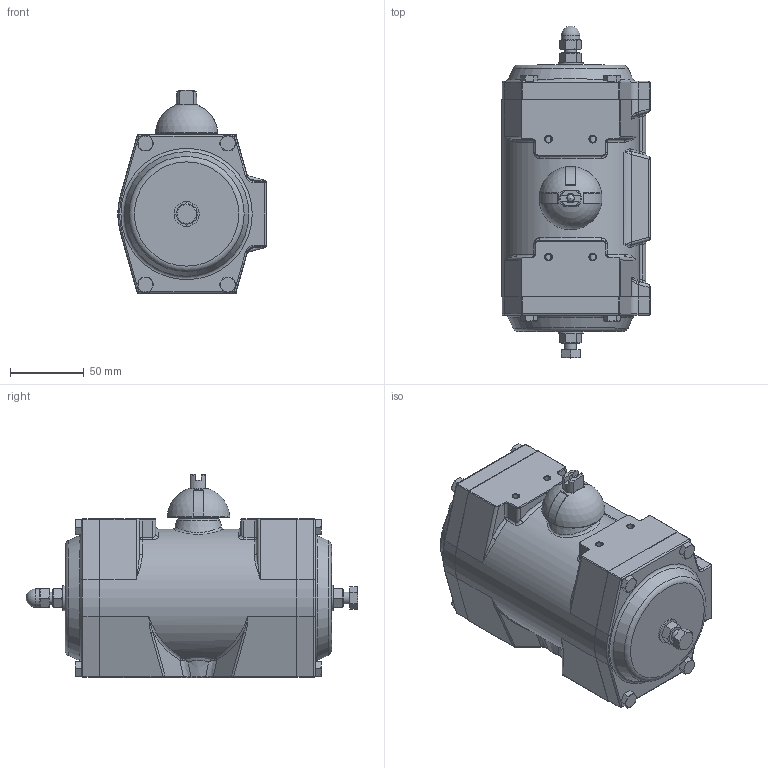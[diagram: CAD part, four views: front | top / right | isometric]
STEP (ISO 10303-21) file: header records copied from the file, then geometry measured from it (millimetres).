
FILE_DESCRIPTION(/* description */ ('Unknown'),/* implementation_level */ '2;1');
FILE_NAME(/* name */ 'GTS-83X90',/* time_stamp */ '2018-10-01T14:58:13+02:00',/* author */ ('Unknown'),/* organization */ ('Unknown'),/* preprocessor_version */ 'ST-DEVELOPER v16.7',/* originating_system */ 'DEX',/* authorisation */ $);
FILE_SCHEMA (('AUTOMOTIVE_DESIGN {1 0 10303 214 3 1 1}'));
Length unit declared in the file: millimetre
Products named in the file (1): GTS-83X90
Bounding box: 100.85 x 225.52 x 137.9 mm (x, y, z)
Surface area: 111405.5 mm2 (no closed solid volume)
Topology: 0 solids, 39 shells, 771 faces, 2139 edges, 1327 vertices
Faces by surface type: plane 241, cylinder 220, bspline 129, cone 122, torus 36, sphere 23
Full cylindrical faces by diameter (mm): 4.134 x8, 4.5 x1, 4.917 x9, 6.647 x8, 8 x2, 8.566 x3, 12.5 x1, 14 x2, 17 x2, 18 x1, 18.5 x1, 22.5 x1, 26 x1, 31.8 x1, 32.3 x1
Entity records: 25309 total; most frequent: CARTESIAN_POINT 7329, DIRECTION 3627, ORIENTED_EDGE 3443, EDGE_CURVE 1917, AXIS2_PLACEMENT_3D 1470, VERTEX_POINT 1269, FACE_BOUND 933, EDGE_LOOP 919
